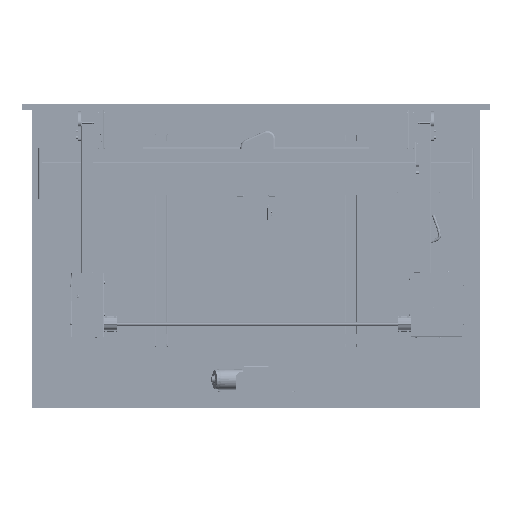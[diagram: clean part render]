
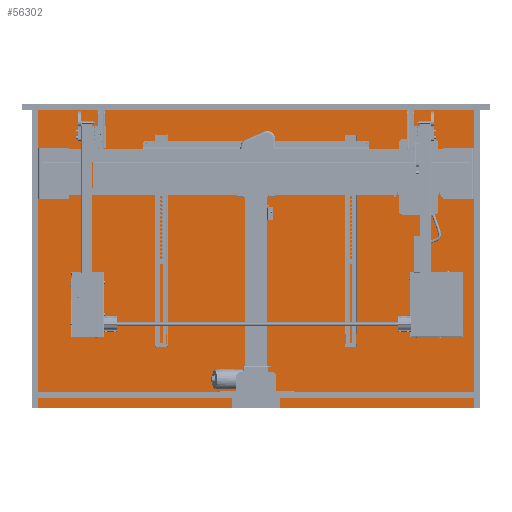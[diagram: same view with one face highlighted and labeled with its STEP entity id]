
A CAD part, top view. The second image highlights one B-rep face of the part: STEP entity #56302.
In plain terms, the highlighted face is planar.
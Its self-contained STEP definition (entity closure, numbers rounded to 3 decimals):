
#53263=CARTESIAN_POINT('',(705.,-457.5,0.0));
#53264=VERTEX_POINT('',#53263);
#53265=CARTESIAN_POINT('',(705.,467.5,0.0));
#53266=VERTEX_POINT('',#53265);
#53267=CARTESIAN_POINT('',(705.,-457.5,0.0));
#53268=DIRECTION('',(0.0,1.0,0.0));
#53269=VECTOR('',#53268,925.0);
#53270=LINE('',#53267,#53269);
#53271=EDGE_CURVE('',#53264,#53266,#53270,.T.);
#53927=CARTESIAN_POINT('',(-685.,467.5,0.0));
#53928=VERTEX_POINT('',#53927);
#53929=CARTESIAN_POINT('',(-685.,-457.5,0.0));
#53930=VERTEX_POINT('',#53929);
#53931=CARTESIAN_POINT('',(-685.,467.5,0.0));
#53932=DIRECTION('',(0.0,-1.0,0.0));
#53933=VECTOR('',#53932,925.0);
#53934=LINE('',#53931,#53933);
#53935=EDGE_CURVE('',#53928,#53930,#53934,.T.);
#53958=CARTESIAN_POINT('',(-685.,-457.5,0.0));
#53959=DIRECTION('',(1.0,0.0,0.0));
#53960=VECTOR('',#53959,1390.0);
#53961=LINE('',#53958,#53960);
#53962=EDGE_CURVE('',#53930,#53264,#53961,.T.);
#56286=CARTESIAN_POINT('',(0.0,0.0,0.0));
#56287=DIRECTION('',(0.0,0.0,1.0));
#56288=DIRECTION('',(1.0,0.0,0.0));
#56289=AXIS2_PLACEMENT_3D('',#56286,#56287,#56288);
#56290=PLANE('',#56289);
#56291=ORIENTED_EDGE('',*,*,#53935,.F.);
#56292=CARTESIAN_POINT('',(705.,467.5,0.0));
#56293=DIRECTION('',(-1.0,0.0,0.0));
#56294=VECTOR('',#56293,1390.0);
#56295=LINE('',#56292,#56294);
#56296=EDGE_CURVE('',#53266,#53928,#56295,.T.);
#56297=ORIENTED_EDGE('',*,*,#56296,.F.);
#56298=ORIENTED_EDGE('',*,*,#53271,.F.);
#56299=ORIENTED_EDGE('',*,*,#53962,.F.);
#56300=EDGE_LOOP('',(#56291,#56297,#56298,#56299));
#56301=FACE_OUTER_BOUND('',#56300,.T.);
#56302=ADVANCED_FACE('',(#56301),#56290,.F.);
